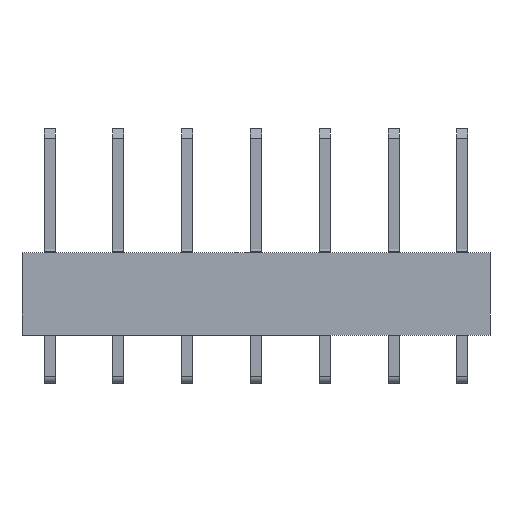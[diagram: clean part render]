
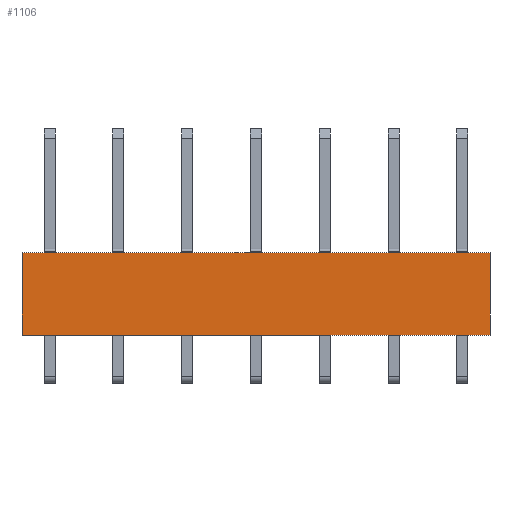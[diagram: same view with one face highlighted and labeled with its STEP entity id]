
A CAD part, front view. The second image highlights one B-rep face of the part: STEP entity #1106.
In plain terms, the highlighted planar face has unit normal (0, -1, 0).
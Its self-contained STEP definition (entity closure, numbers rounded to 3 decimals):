
#1088=AXIS2_PLACEMENT_3D('Plane Axis2P3D',#1085,#1086,#1087) ;
#40=CARTESIAN_POINT('Vertex',(34.,0.,9.5)) ;
#56=CARTESIAN_POINT('Vertex',(0.,0.,9.5)) ;
#59=CARTESIAN_POINT('Line Origine',(17.,0.,9.5)) ;
#587=CARTESIAN_POINT('Vertex',(34.,0.,3.5)) ;
#590=CARTESIAN_POINT('Line Origine',(17.,0.,3.5)) ;
#594=CARTESIAN_POINT('Vertex',(0.,0.,3.5)) ;
#1085=CARTESIAN_POINT('Axis2P3D Location',(0.,0.,9.5)) ;
#1090=CARTESIAN_POINT('Line Origine',(34.,0.,6.5)) ;
#1095=CARTESIAN_POINT('Line Origine',(0.,0.,6.5)) ;
#60=DIRECTION('Vector Direction',(1.,0.,0.)) ;
#591=DIRECTION('Vector Direction',(1.,0.,0.)) ;
#1086=DIRECTION('Axis2P3D Direction',(0.,-1.,0.)) ;
#1087=DIRECTION('Axis2P3D XDirection',(0.,0.,-1.)) ;
#1091=DIRECTION('Vector Direction',(0.,0.,-1.)) ;
#1096=DIRECTION('Vector Direction',(0.,0.,-1.)) ;
#61=VECTOR('Line Direction',#60,1.) ;
#592=VECTOR('Line Direction',#591,1.) ;
#1092=VECTOR('Line Direction',#1091,1.) ;
#1097=VECTOR('Line Direction',#1096,1.) ;
#1101=ORIENTED_EDGE('',*,*,#1094,.T.) ;
#1102=ORIENTED_EDGE('',*,*,#63,.F.) ;
#1103=ORIENTED_EDGE('',*,*,#1099,.F.) ;
#1104=ORIENTED_EDGE('',*,*,#596,.T.) ;
#1106=ADVANCED_FACE('Housing',(#1105),#1089,.T.) ;
#63=EDGE_CURVE('',#57,#41,#62,.T.) ;
#596=EDGE_CURVE('',#595,#588,#593,.T.) ;
#1094=EDGE_CURVE('',#588,#41,#1093,.F.) ;
#1099=EDGE_CURVE('',#595,#57,#1098,.F.) ;
#1100=EDGE_LOOP('',(#1101,#1102,#1103,#1104)) ;
#1105=FACE_OUTER_BOUND('',#1100,.T.) ;
#62=LINE('Line',#59,#61) ;
#593=LINE('Line',#590,#592) ;
#1093=LINE('Line',#1090,#1092) ;
#1098=LINE('Line',#1095,#1097) ;
#1089=PLANE('',#1088) ;
#41=VERTEX_POINT('',#40) ;
#57=VERTEX_POINT('',#56) ;
#588=VERTEX_POINT('',#587) ;
#595=VERTEX_POINT('',#594) ;
